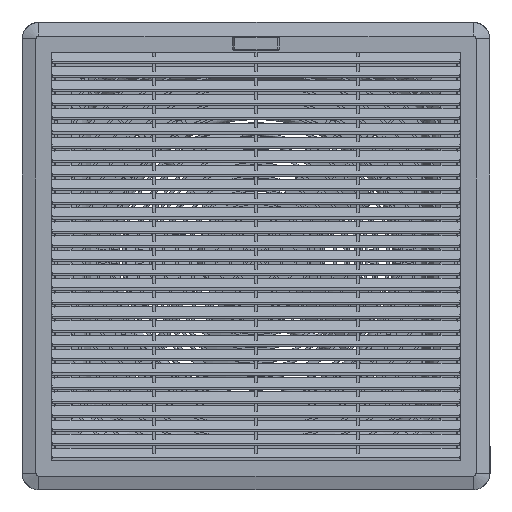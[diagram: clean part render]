
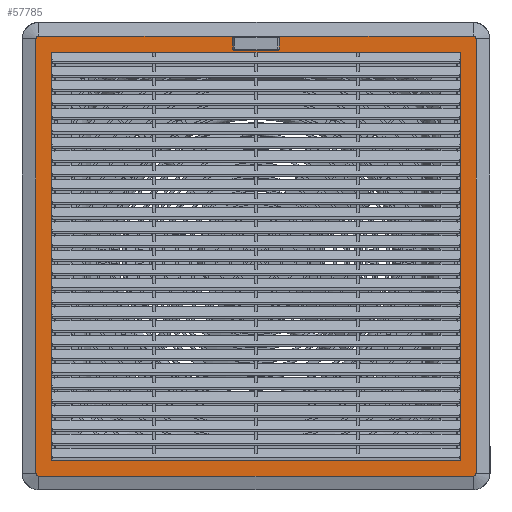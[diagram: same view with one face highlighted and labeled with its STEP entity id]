
A CAD part, top view. The second image highlights one B-rep face of the part: STEP entity #57785.
In plain terms, the highlighted face is planar.
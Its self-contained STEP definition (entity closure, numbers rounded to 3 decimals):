
#2117=FACE_BOUND('',#10211,.T.);
#3781=PLANE('',#62986);
#6676=FACE_OUTER_BOUND('',#10210,.T.);
#10210=EDGE_LOOP('',(#53719,#53720,#53721,#53722,#53723,#53724,#53725,#53726,
#53727,#53728,#53729,#53730,#53731,#53732,#53733,#53734));
#10211=EDGE_LOOP('',(#53735,#53736,#53737,#53738));
#15162=LINE('',#111254,#20685);
#15167=LINE('',#111267,#20690);
#15510=LINE('',#111978,#21033);
#15518=LINE('',#112002,#21041);
#15522=LINE('',#112013,#21045);
#15702=LINE('',#112373,#21225);
#15706=LINE('',#112383,#21229);
#15710=LINE('',#112390,#21233);
#15720=LINE('',#112416,#21243);
#15722=LINE('',#112421,#21245);
#15723=LINE('',#112422,#21246);
#15732=LINE('',#112446,#21255);
#20685=VECTOR('',#77302,10.);
#20690=VECTOR('',#77315,10.);
#21033=VECTOR('',#78030,10.);
#21041=VECTOR('',#78054,10.);
#21045=VECTOR('',#78066,10.);
#21225=VECTOR('',#78488,10.);
#21229=VECTOR('',#78500,10.);
#21233=VECTOR('',#78506,10.);
#21243=VECTOR('',#78542,10.);
#21245=VECTOR('',#78546,10.);
#21246=VECTOR('',#78547,10.);
#21255=VECTOR('',#78580,10.);
#23262=CIRCLE('',#62630,1.812);
#23264=CIRCLE('',#62634,1.812);
#23280=CIRCLE('',#62820,1.);
#23282=CIRCLE('',#62824,1.);
#23284=CIRCLE('',#62828,1.);
#23286=CIRCLE('',#62832,1.);
#23288=CIRCLE('',#62966,1.812);
#23291=CIRCLE('',#62980,1.812);
#28421=VERTEX_POINT('',#111243);
#28422=VERTEX_POINT('',#111245);
#28425=VERTEX_POINT('',#111252);
#28427=VERTEX_POINT('',#111258);
#28429=VERTEX_POINT('',#111265);
#28595=VERTEX_POINT('',#111968);
#28596=VERTEX_POINT('',#111969);
#28599=VERTEX_POINT('',#111977);
#28601=VERTEX_POINT('',#111983);
#28603=VERTEX_POINT('',#111989);
#28605=VERTEX_POINT('',#111995);
#28607=VERTEX_POINT('',#112001);
#28609=VERTEX_POINT('',#112007);
#28668=VERTEX_POINT('',#112369);
#28669=VERTEX_POINT('',#112371);
#28671=VERTEX_POINT('',#112382);
#28673=VERTEX_POINT('',#112388);
#28675=VERTEX_POINT('',#112401);
#28678=VERTEX_POINT('',#112419);
#28681=VERTEX_POINT('',#112435);
#36443=EDGE_CURVE('',#28421,#28422,#23262,.T.);
#36447=EDGE_CURVE('',#28425,#28421,#15162,.T.);
#36450=EDGE_CURVE('',#28427,#28425,#23264,.T.);
#36454=EDGE_CURVE('',#28429,#28427,#15167,.T.);
#36817=EDGE_CURVE('',#28595,#28596,#23280,.T.);
#36821=EDGE_CURVE('',#28599,#28595,#15510,.T.);
#36824=EDGE_CURVE('',#28601,#28599,#23282,.T.);
#36830=EDGE_CURVE('',#28605,#28603,#23284,.T.);
#36833=EDGE_CURVE('',#28607,#28605,#15518,.T.);
#36836=EDGE_CURVE('',#28609,#28607,#23286,.T.);
#36839=EDGE_CURVE('',#28596,#28609,#15522,.T.);
#37019=EDGE_CURVE('',#28668,#28669,#15702,.T.);
#37023=EDGE_CURVE('',#28671,#28668,#15706,.T.);
#37027=EDGE_CURVE('',#28669,#28673,#15710,.T.);
#37033=EDGE_CURVE('',#28675,#28429,#23288,.T.);
#37040=EDGE_CURVE('',#28673,#28671,#15720,.T.);
#37042=EDGE_CURVE('',#28678,#28603,#15722,.T.);
#37043=EDGE_CURVE('',#28601,#28675,#15723,.T.);
#37050=EDGE_CURVE('',#28681,#28678,#23291,.T.);
#37055=EDGE_CURVE('',#28422,#28681,#15732,.T.);
#53719=ORIENTED_EDGE('',*,*,#36830,.T.);
#53720=ORIENTED_EDGE('',*,*,#37042,.F.);
#53721=ORIENTED_EDGE('',*,*,#37050,.F.);
#53722=ORIENTED_EDGE('',*,*,#37055,.F.);
#53723=ORIENTED_EDGE('',*,*,#36443,.F.);
#53724=ORIENTED_EDGE('',*,*,#36447,.F.);
#53725=ORIENTED_EDGE('',*,*,#36450,.F.);
#53726=ORIENTED_EDGE('',*,*,#36454,.F.);
#53727=ORIENTED_EDGE('',*,*,#37033,.F.);
#53728=ORIENTED_EDGE('',*,*,#37043,.F.);
#53729=ORIENTED_EDGE('',*,*,#36824,.T.);
#53730=ORIENTED_EDGE('',*,*,#36821,.T.);
#53731=ORIENTED_EDGE('',*,*,#36817,.T.);
#53732=ORIENTED_EDGE('',*,*,#36839,.T.);
#53733=ORIENTED_EDGE('',*,*,#36836,.T.);
#53734=ORIENTED_EDGE('',*,*,#36833,.T.);
#53735=ORIENTED_EDGE('',*,*,#37040,.T.);
#53736=ORIENTED_EDGE('',*,*,#37023,.T.);
#53737=ORIENTED_EDGE('',*,*,#37019,.T.);
#53738=ORIENTED_EDGE('',*,*,#37027,.T.);
#57785=ADVANCED_FACE('',(#6676,#2117),#3781,.T.);
#62630=AXIS2_PLACEMENT_3D('',#111246,#77294,#77295);
#62634=AXIS2_PLACEMENT_3D('',#111260,#77307,#77308);
#62820=AXIS2_PLACEMENT_3D('',#111970,#78022,#78023);
#62824=AXIS2_PLACEMENT_3D('',#111984,#78035,#78036);
#62828=AXIS2_PLACEMENT_3D('',#111996,#78047,#78048);
#62832=AXIS2_PLACEMENT_3D('',#112008,#78059,#78060);
#62966=AXIS2_PLACEMENT_3D('',#112403,#78522,#78523);
#62980=AXIS2_PLACEMENT_3D('',#112437,#78564,#78565);
#62986=AXIS2_PLACEMENT_3D('',#112445,#78578,#78579);
#77294=DIRECTION('center_axis',(0.,-1.,0.));
#77295=DIRECTION('ref_axis',(0.,0.,1.));
#77302=DIRECTION('',(-1.,0.,0.));
#77307=DIRECTION('center_axis',(0.,-1.,0.));
#77308=DIRECTION('ref_axis',(1.,0.,0.));
#77315=DIRECTION('',(0.,0.,1.));
#78022=DIRECTION('center_axis',(0.,-1.,0.));
#78023=DIRECTION('ref_axis',(0.,0.,1.));
#78030=DIRECTION('',(0.,0.,1.));
#78035=DIRECTION('center_axis',(0.,-1.,0.));
#78036=DIRECTION('ref_axis',(1.,0.,0.));
#78047=DIRECTION('center_axis',(0.,-1.,0.));
#78048=DIRECTION('ref_axis',(0.,0.,-1.));
#78054=DIRECTION('',(0.,0.,-1.));
#78059=DIRECTION('center_axis',(0.,-1.,0.));
#78060=DIRECTION('ref_axis',(-1.,0.,0.));
#78066=DIRECTION('',(-1.,0.,0.));
#78488=DIRECTION('',(-1.,0.,0.));
#78500=DIRECTION('',(0.,0.,1.));
#78506=DIRECTION('',(0.,0.,-1.));
#78522=DIRECTION('center_axis',(0.,-1.,0.));
#78523=DIRECTION('ref_axis',(0.,0.,-1.));
#78542=DIRECTION('',(1.,0.,0.));
#78546=DIRECTION('',(1.,0.,0.));
#78547=DIRECTION('',(1.,0.,0.));
#78564=DIRECTION('center_axis',(0.,-1.,0.));
#78565=DIRECTION('ref_axis',(-1.,0.,0.));
#78578=DIRECTION('center_axis',(0.,1.,0.));
#78579=DIRECTION('ref_axis',(1.,0.,0.));
#78580=DIRECTION('',(0.,0.,-1.));
#111243=CARTESIAN_POINT('',(-150.5,13.136,152.312));
#111245=CARTESIAN_POINT('',(-152.312,13.136,150.5));
#111246=CARTESIAN_POINT('Origin',(-150.5,13.136,150.5));
#111252=CARTESIAN_POINT('',(150.5,13.136,152.312));
#111254=CARTESIAN_POINT('',(150.5,13.136,152.312));
#111258=CARTESIAN_POINT('',(152.312,13.136,150.5));
#111260=CARTESIAN_POINT('Origin',(150.5,13.136,150.5));
#111265=CARTESIAN_POINT('',(152.312,13.136,-150.5));
#111267=CARTESIAN_POINT('',(152.312,13.136,-150.5));
#111968=CARTESIAN_POINT('',(16.,13.136,-143.312));
#111969=CARTESIAN_POINT('',(15.,13.136,-142.312));
#111970=CARTESIAN_POINT('Origin',(15.,13.136,-143.312));
#111977=CARTESIAN_POINT('',(16.,13.136,-151.312));
#111978=CARTESIAN_POINT('',(16.,13.136,-0.406));
#111983=CARTESIAN_POINT('',(15.,13.136,-152.312));
#111984=CARTESIAN_POINT('Origin',(15.,13.136,-151.312));
#111989=CARTESIAN_POINT('',(-15.,13.136,-152.312));
#111995=CARTESIAN_POINT('',(-16.,13.136,-151.312));
#111996=CARTESIAN_POINT('Origin',(-15.,13.136,-151.312));
#112001=CARTESIAN_POINT('',(-16.,13.136,-143.312));
#112002=CARTESIAN_POINT('',(-16.,13.136,3.594));
#112007=CARTESIAN_POINT('',(-15.,13.136,-142.312));
#112008=CARTESIAN_POINT('Origin',(-15.,13.136,-143.312));
#112013=CARTESIAN_POINT('',(-68.656,13.136,-142.312));
#112369=CARTESIAN_POINT('',(141.312,13.136,141.312));
#112371=CARTESIAN_POINT('',(-141.312,13.136,141.312));
#112373=CARTESIAN_POINT('',(150.5,13.136,141.312));
#112382=CARTESIAN_POINT('',(141.312,13.136,-141.312));
#112383=CARTESIAN_POINT('',(141.312,13.136,-150.5));
#112388=CARTESIAN_POINT('',(-141.312,13.136,-141.312));
#112390=CARTESIAN_POINT('',(-141.312,13.136,150.5));
#112401=CARTESIAN_POINT('',(150.5,13.136,-152.312));
#112403=CARTESIAN_POINT('Origin',(150.5,13.136,-150.5));
#112416=CARTESIAN_POINT('',(-150.5,13.136,-141.312));
#112419=CARTESIAN_POINT('',(-150.5,13.136,-152.312));
#112421=CARTESIAN_POINT('',(-150.5,13.136,-152.312));
#112422=CARTESIAN_POINT('',(-150.5,13.136,-152.312));
#112435=CARTESIAN_POINT('',(-152.312,13.136,-150.5));
#112437=CARTESIAN_POINT('Origin',(-150.5,13.136,-150.5));
#112445=CARTESIAN_POINT('Origin',(-152.312,13.136,150.5));
#112446=CARTESIAN_POINT('',(-152.312,13.136,150.5));
